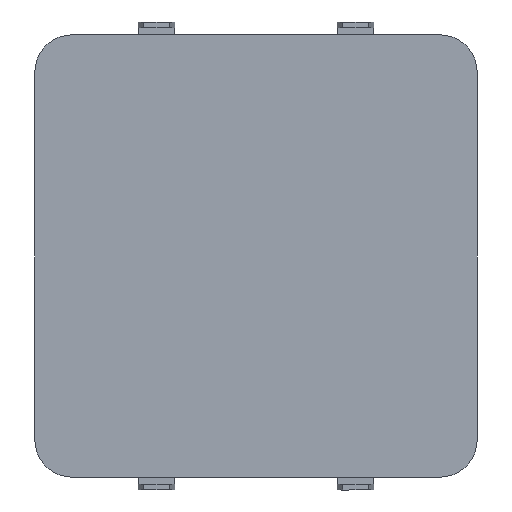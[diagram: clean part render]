
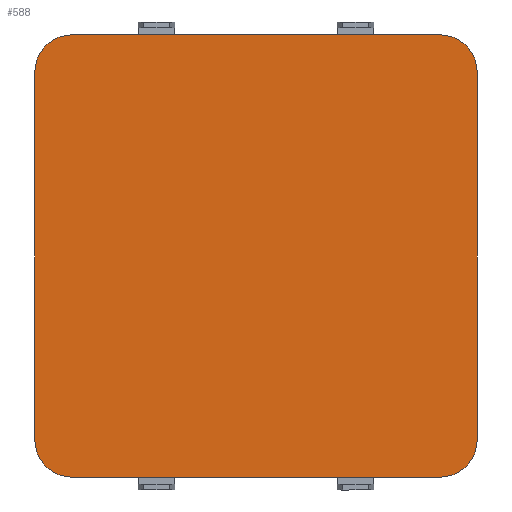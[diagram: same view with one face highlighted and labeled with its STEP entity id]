
A CAD part, front view. The second image highlights one B-rep face of the part: STEP entity #588.
In plain terms, the highlighted planar face has unit normal (0, -1, 0).
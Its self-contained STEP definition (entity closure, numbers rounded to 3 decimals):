
#2 = CARTESIAN_POINT ( 'NONE',  ( 1., 0., 0. ) ) ;
#43 = CARTESIAN_POINT ( 'NONE',  ( 1., 0., -11. ) ) ;
#55 = VECTOR ( 'NONE', #1525, 1000. ) ;
#65 = ORIENTED_EDGE ( 'NONE', *, *, #455, .T. ) ;
#89 = VERTEX_POINT ( 'NONE', #2 ) ;
#136 = CIRCLE ( 'NONE', #790, 1. ) ;
#222 = CIRCLE ( 'NONE', #748, 1. ) ;
#455 = EDGE_CURVE ( 'NONE', #1645, #637, #1095, .T. ) ;
#495 = LINE ( 'NONE', #1721, #55 ) ;
#534 = VERTEX_POINT ( 'NONE', #2002 ) ;
#547 = DIRECTION ( 'NONE',  ( 0., 0., -1. ) ) ;
#558 = CARTESIAN_POINT ( 'NONE',  ( 11., 0., -12. ) ) ;
#588 = ADVANCED_FACE ( 'NONE', ( #2184 ), #1028, .T. ) ;
#637 = VERTEX_POINT ( 'NONE', #2466 ) ;
#640 = CARTESIAN_POINT ( 'NONE',  ( 11., 0., -1. ) ) ;
#653 = EDGE_CURVE ( 'NONE', #89, #2056, #1860, .T. ) ;
#743 = ORIENTED_EDGE ( 'NONE', *, *, #795, .F. ) ;
#748 = AXIS2_PLACEMENT_3D ( 'NONE', #854, #934, #1736 ) ;
#763 = ORIENTED_EDGE ( 'NONE', *, *, #1826, .T. ) ;
#790 = AXIS2_PLACEMENT_3D ( 'NONE', #43, #830, #1398 ) ;
#795 = EDGE_CURVE ( 'NONE', #1645, #534, #2552, .T. ) ;
#804 = CARTESIAN_POINT ( 'NONE',  ( 0., 0., -12. ) ) ;
#823 = CARTESIAN_POINT ( 'NONE',  ( 0., 0., -11. ) ) ;
#830 = DIRECTION ( 'NONE',  ( 0., -1., 0. ) ) ;
#847 = CARTESIAN_POINT ( 'NONE',  ( 11., 0., 0. ) ) ;
#854 = CARTESIAN_POINT ( 'NONE',  ( 1., 0., -1. ) ) ;
#907 = EDGE_LOOP ( 'NONE', ( #2265, #2170, #2272, #763, #743, #65, #2367, #1127 ) ) ;
#913 = AXIS2_PLACEMENT_3D ( 'NONE', #640, #1816, #1047 ) ;
#934 = DIRECTION ( 'NONE',  ( 0., -1., 0. ) ) ;
#939 = EDGE_CURVE ( 'NONE', #89, #2154, #222, .T. ) ;
#1028 = PLANE ( 'NONE',  #2487 ) ;
#1047 = DIRECTION ( 'NONE',  ( 0., 0., -1. ) ) ;
#1095 = CIRCLE ( 'NONE', #2320, 1. ) ;
#1102 = CARTESIAN_POINT ( 'NONE',  ( 12., 0., -1. ) ) ;
#1127 = ORIENTED_EDGE ( 'NONE', *, *, #1223, .T. ) ;
#1154 = CARTESIAN_POINT ( 'NONE',  ( 11., 0., -11. ) ) ;
#1213 = DIRECTION ( 'NONE',  ( 0., 0., -1. ) ) ;
#1223 = EDGE_CURVE ( 'NONE', #1582, #2056, #1963, .T. ) ;
#1240 = CARTESIAN_POINT ( 'NONE',  ( 0., 0., 0. ) ) ;
#1323 = EDGE_CURVE ( 'NONE', #1544, #2154, #495, .T. ) ;
#1398 = DIRECTION ( 'NONE',  ( 0., 0., -1. ) ) ;
#1433 = DIRECTION ( 'NONE',  ( 0., -1., 0. ) ) ;
#1448 = CARTESIAN_POINT ( 'NONE',  ( 12., 0., 0. ) ) ;
#1484 = VECTOR ( 'NONE', #2258, 1000. ) ;
#1492 = DIRECTION ( 'NONE',  ( 1., 0., 0. ) ) ;
#1525 = DIRECTION ( 'NONE',  ( 0., 0., 1. ) ) ;
#1544 = VERTEX_POINT ( 'NONE', #823 ) ;
#1582 = VERTEX_POINT ( 'NONE', #1102 ) ;
#1645 = VERTEX_POINT ( 'NONE', #558 ) ;
#1721 = CARTESIAN_POINT ( 'NONE',  ( 0., 0., 0. ) ) ;
#1736 = DIRECTION ( 'NONE',  ( 0., 0., -1. ) ) ;
#1816 = DIRECTION ( 'NONE',  ( 0., -1., 0. ) ) ;
#1826 = EDGE_CURVE ( 'NONE', #1544, #534, #136, .T. ) ;
#1860 = LINE ( 'NONE', #2437, #2249 ) ;
#1963 = CIRCLE ( 'NONE', #913, 1. ) ;
#1977 = DIRECTION ( 'NONE',  ( 0., -1., 0. ) ) ;
#2002 = CARTESIAN_POINT ( 'NONE',  ( 1., 0., -12. ) ) ;
#2033 = EDGE_CURVE ( 'NONE', #1582, #637, #2447, .T. ) ;
#2056 = VERTEX_POINT ( 'NONE', #847 ) ;
#2124 = VECTOR ( 'NONE', #2203, 1000. ) ;
#2141 = CARTESIAN_POINT ( 'NONE',  ( 0., 0., -1. ) ) ;
#2154 = VERTEX_POINT ( 'NONE', #2141 ) ;
#2170 = ORIENTED_EDGE ( 'NONE', *, *, #939, .T. ) ;
#2184 = FACE_OUTER_BOUND ( 'NONE', #907, .T. ) ;
#2203 = DIRECTION ( 'NONE',  ( -1., 0., 0. ) ) ;
#2249 = VECTOR ( 'NONE', #1492, 1000. ) ;
#2258 = DIRECTION ( 'NONE',  ( 0., 0., -1. ) ) ;
#2265 = ORIENTED_EDGE ( 'NONE', *, *, #653, .F. ) ;
#2272 = ORIENTED_EDGE ( 'NONE', *, *, #1323, .F. ) ;
#2320 = AXIS2_PLACEMENT_3D ( 'NONE', #1154, #1977, #547 ) ;
#2367 = ORIENTED_EDGE ( 'NONE', *, *, #2033, .F. ) ;
#2437 = CARTESIAN_POINT ( 'NONE',  ( 0., 0., 0. ) ) ;
#2447 = LINE ( 'NONE', #1448, #1484 ) ;
#2466 = CARTESIAN_POINT ( 'NONE',  ( 12., 0., -11. ) ) ;
#2487 = AXIS2_PLACEMENT_3D ( 'NONE', #1240, #1433, #1213 ) ;
#2552 = LINE ( 'NONE', #804, #2124 ) ;
